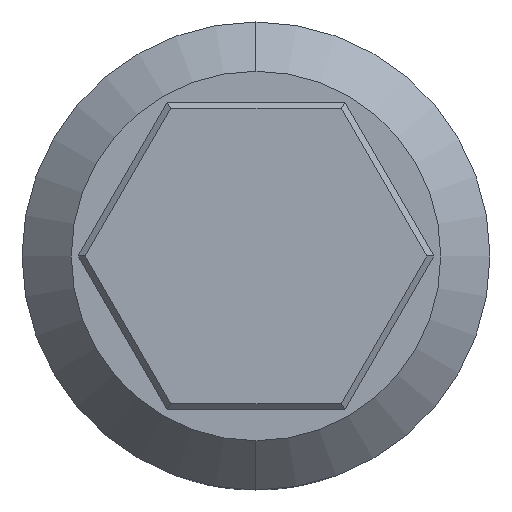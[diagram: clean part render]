
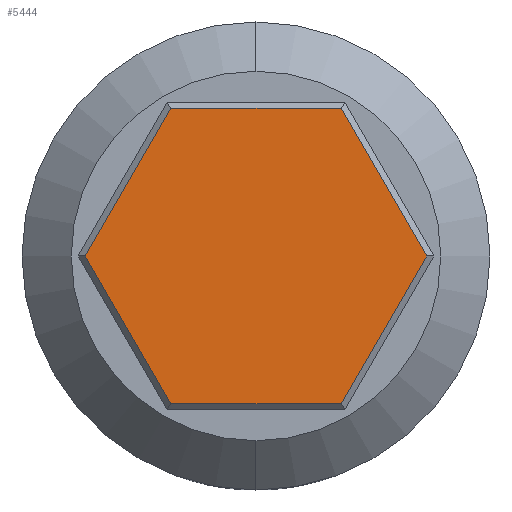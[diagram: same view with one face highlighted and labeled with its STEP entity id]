
A CAD part, left-side view. The second image highlights one B-rep face of the part: STEP entity #5444.
In plain terms, the highlighted planar face has unit normal (-1, 0, 0).
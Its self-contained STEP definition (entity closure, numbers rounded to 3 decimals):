
#12 = CARTESIAN_POINT ( 'NONE',  ( -67.5, 1.386, 2.4 ) ) ;
#398 = VECTOR ( 'NONE', #2580, 1000. ) ;
#559 = CARTESIAN_POINT ( 'NONE',  ( -67.5, -1.328, 2.499 ) ) ;
#617 = DIRECTION ( 'NONE',  ( 0., -1., 0. ) ) ;
#747 = DIRECTION ( 'NONE',  ( 0., 0.5, 0.866 ) ) ;
#853 = ORIENTED_EDGE ( 'NONE', *, *, #8471, .T. ) ;
#854 = ORIENTED_EDGE ( 'NONE', *, *, #8133, .T. ) ;
#898 = VECTOR ( 'NONE', #4562, 1000. ) ;
#1230 = DIRECTION ( 'NONE',  ( -1., 0., 0. ) ) ;
#1258 = CARTESIAN_POINT ( 'NONE',  ( -67.5, 3., -2.4 ) ) ;
#1352 = DIRECTION ( 'NONE',  ( 0., 0., 1. ) ) ;
#1385 = ORIENTED_EDGE ( 'NONE', *, *, #5718, .T. ) ;
#1748 = EDGE_CURVE ( 'NONE', #5092, #5721, #1799, .T. ) ;
#1796 = VERTEX_POINT ( 'NONE', #8061 ) ;
#1799 = LINE ( 'NONE', #7920, #898 ) ;
#2215 = CARTESIAN_POINT ( 'NONE',  ( -67.5, -1.328, -2.499 ) ) ;
#2299 = DIRECTION ( 'NONE',  ( 0., -0.5, -0.866 ) ) ;
#2343 = EDGE_CURVE ( 'NONE', #6013, #5146, #4248, .T. ) ;
#2564 = CARTESIAN_POINT ( 'NONE',  ( -67.5, 2.828, 0.099 ) ) ;
#2580 = DIRECTION ( 'NONE',  ( 0., 1., 0. ) ) ;
#2591 = CARTESIAN_POINT ( 'NONE',  ( -67.5, 1.386, -2.4 ) ) ;
#3713 = CARTESIAN_POINT ( 'NONE',  ( -67.5, -1.386, -2.4 ) ) ;
#4010 = ORIENTED_EDGE ( 'NONE', *, *, #4345, .T. ) ;
#4058 = FACE_OUTER_BOUND ( 'NONE', #7171, .T. ) ;
#4248 = LINE ( 'NONE', #2215, #8366 ) ;
#4345 = EDGE_CURVE ( 'NONE', #5146, #1796, #6936, .T. ) ;
#4426 = VERTEX_POINT ( 'NONE', #2591 ) ;
#4562 = DIRECTION ( 'NONE',  ( 0., 0.5, -0.866 ) ) ;
#4648 = LINE ( 'NONE', #2564, #8854 ) ;
#4664 = CARTESIAN_POINT ( 'NONE',  ( -67.5, 3., 2.4 ) ) ;
#4667 = PLANE ( 'NONE',  #5889 ) ;
#4705 = VECTOR ( 'NONE', #747, 1000. ) ;
#4964 = DIRECTION ( 'NONE',  ( 0., -0.5, 0.866 ) ) ;
#5092 = VERTEX_POINT ( 'NONE', #12 ) ;
#5146 = VERTEX_POINT ( 'NONE', #6119 ) ;
#5245 = ORIENTED_EDGE ( 'NONE', *, *, #2343, .T. ) ;
#5354 = CARTESIAN_POINT ( 'NONE',  ( -67.5, 2.771, 0. ) ) ;
#5444 = ADVANCED_FACE ( 'NONE', ( #4058 ), #4667, .T. ) ;
#5718 = EDGE_CURVE ( 'NONE', #5721, #4426, #4648, .T. ) ;
#5721 = VERTEX_POINT ( 'NONE', #5354 ) ;
#5889 = AXIS2_PLACEMENT_3D ( 'NONE', #6016, #1230, #1352 ) ;
#6013 = VERTEX_POINT ( 'NONE', #3713 ) ;
#6016 = CARTESIAN_POINT ( 'NONE',  ( -67.5, 3., 0. ) ) ;
#6119 = CARTESIAN_POINT ( 'NONE',  ( -67.5, -2.771, 0. ) ) ;
#6936 = LINE ( 'NONE', #559, #4705 ) ;
#7171 = EDGE_LOOP ( 'NONE', ( #854, #8058, #1385, #853, #5245, #4010 ) ) ;
#7726 = VECTOR ( 'NONE', #617, 1000. ) ;
#7920 = CARTESIAN_POINT ( 'NONE',  ( -67.5, 2.828, -0.099 ) ) ;
#8058 = ORIENTED_EDGE ( 'NONE', *, *, #1748, .T. ) ;
#8061 = CARTESIAN_POINT ( 'NONE',  ( -67.5, -1.386, 2.4 ) ) ;
#8065 = LINE ( 'NONE', #1258, #7726 ) ;
#8133 = EDGE_CURVE ( 'NONE', #1796, #5092, #8752, .T. ) ;
#8366 = VECTOR ( 'NONE', #4964, 1000. ) ;
#8471 = EDGE_CURVE ( 'NONE', #4426, #6013, #8065, .T. ) ;
#8752 = LINE ( 'NONE', #4664, #398 ) ;
#8854 = VECTOR ( 'NONE', #2299, 1000. ) ;
